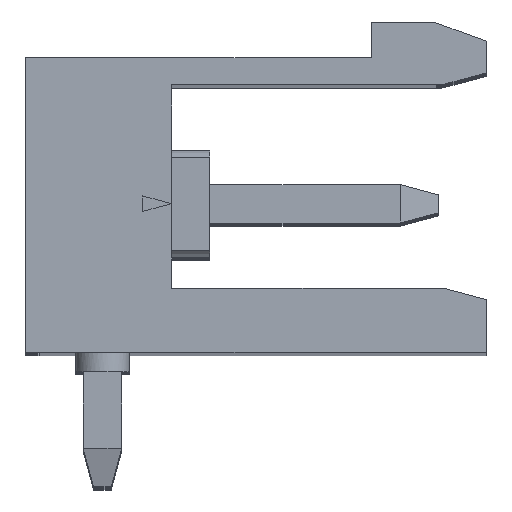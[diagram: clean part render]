
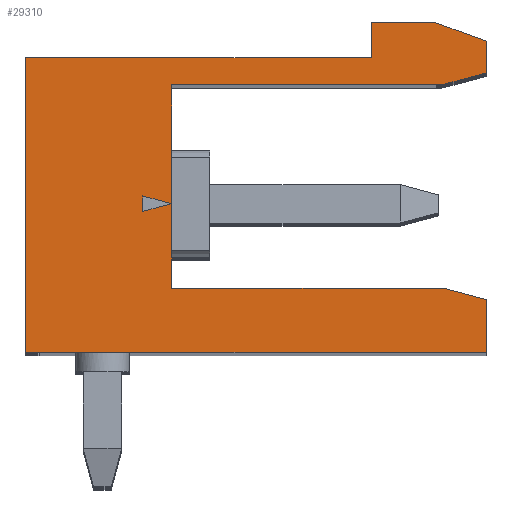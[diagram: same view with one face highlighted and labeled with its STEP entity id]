
A CAD part, top view. The second image highlights one B-rep face of the part: STEP entity #29310.
In plain terms, the highlighted planar face has unit normal (0, 0, 1).
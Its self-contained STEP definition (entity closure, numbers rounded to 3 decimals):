
#10820=CARTESIAN_POINT('',(39.677,41.844
   ,2.54));
#10830=VERTEX_POINT('',#10820);
#10980=CARTESIAN_POINT('',(39.677,41.442
   ,2.54));
#10990=VERTEX_POINT('',#10980);
#11020=CARTESIAN_POINT('',(39.677,0.
   ,2.54));
#11030=DIRECTION('',(0.,-1.,
   0.));
#11040=VECTOR('',#11030,1.);
#11050=LINE('',#11020,#11040);
#11060=EDGE_CURVE('',#10830,#10990,#11050,.T.);
#11270=CARTESIAN_POINT('',(48.627,45.048
   ,2.54));
#11280=VERTEX_POINT('',#11270);
#11450=CARTESIAN_POINT('',(47.464,44.736
   ,2.54));
#11460=VERTEX_POINT('',#11450);
#11490=CARTESIAN_POINT('',(0.,32.018
   ,2.54));
#11500=DIRECTION('',(0.966,0.259,
   0.));
#11510=VECTOR('',#11500,1.);
#11520=LINE('',#11490,#11510);
#11530=EDGE_CURVE('',#11460,#11280,#11520,.T.);
#15360=CARTESIAN_POINT('',(48.627,0.
   ,2.54));
#15370=DIRECTION('',(0.,1.,
   0.));
#15380=VECTOR('',#15370,1.);
#15390=LINE('',#15360,#15380);
#15400=CARTESIAN_POINT('',(48.627,45.873
   ,2.54));
#15410=VERTEX_POINT('',#15400);
#15420=EDGE_CURVE('',#11280,#15410,#15390,.T.);
#17300=CARTESIAN_POINT('',(40.427,41.643
   ,2.54));
#17310=VERTEX_POINT('',#17300);
#17430=CARTESIAN_POINT('',(-0.05,
   52.488,2.54));
#17440=DIRECTION('',(-0.966,0.259,
   0.));
#17450=VECTOR('',#17440,1.);
#17460=LINE('',#17430,#17450);
#17470=EDGE_CURVE('',#17310,#10830,#17460,.T.);
#21370=CARTESIAN_POINT('',(48.627,39.143
   ,2.54));
#21380=VERTEX_POINT('',#21370);
#21430=CARTESIAN_POINT('',(0.,52.172
   ,2.54));
#21440=DIRECTION('',(0.966,-0.259,
   0.));
#21450=VECTOR('',#21440,1.);
#21460=LINE('',#21430,#21450);
#21470=CARTESIAN_POINT('',(47.507,39.443
   ,2.54));
#21480=VERTEX_POINT('',#21470);
#21490=EDGE_CURVE('',#21480,#21380,#21460,.T.);
#27010=CARTESIAN_POINT('',(-0.05,
   30.797,2.54));
#27020=DIRECTION('',(0.966,0.259,
   0.));
#27030=VECTOR('',#27020,1.);
#27040=LINE('',#27010,#27030);
#27050=EDGE_CURVE('',#10990,#17310,#27040,.T.);
#28200=CARTESIAN_POINT('',(40.427,39.443
   ,2.54));
#28210=VERTEX_POINT('',#28200);
#28310=CARTESIAN_POINT('',(0.,39.443
   ,2.54));
#28320=DIRECTION('',(-1.,0.,
   0.));
#28330=VECTOR('',#28320,1.);
#28340=LINE('',#28310,#28330);
#28350=EDGE_CURVE('',#21480,#28210,#28340,.T.);
#28470=CARTESIAN_POINT('',(39.845,39.69
   ,2.54));
#28480=DIRECTION('',(0.,0.,
   1.));
#28490=DIRECTION('',(1.,0.,
   0.));
#28500=AXIS2_PLACEMENT_3D('',#28470,#28480,#28490);
#28510=PLANE('',#28500);
#28520=ORIENTED_EDGE('',*,*,#27050,.F.);
#28530=CARTESIAN_POINT('',(40.427,0.
   ,2.54));
#28540=DIRECTION('',(0.,1.,
   0.));
#28550=VECTOR('',#28540,1.);
#28560=LINE('',#28530,#28550);
#28570=EDGE_CURVE('',#28210,#17310,#28560,.T.);
#28580=ORIENTED_EDGE('',*,*,#28570,.T.);
#28590=ORIENTED_EDGE('',*,*,#28350,.T.);
#28600=ORIENTED_EDGE('',*,*,#21490,.F.);
#28610=CARTESIAN_POINT('',(48.627,0.
   ,2.54));
#28620=DIRECTION('',(0.,1.,
   0.));
#28630=VECTOR('',#28620,1.);
#28640=LINE('',#28610,#28630);
#28650=CARTESIAN_POINT('',(48.627,37.773
   ,2.54));
#28660=VERTEX_POINT('',#28650);
#28670=EDGE_CURVE('',#28660,#21380,#28640,.T.);
#28680=ORIENTED_EDGE('',*,*,#28670,.T.);
#28690=CARTESIAN_POINT('',(0.,37.773
   ,2.54));
#28700=DIRECTION('',(1.,0.,
   0.));
#28710=VECTOR('',#28700,1.);
#28720=LINE('',#28690,#28710);
#28730=CARTESIAN_POINT('',(36.627,37.773
   ,2.54));
#28740=VERTEX_POINT('',#28730);
#28750=EDGE_CURVE('',#28740,#28660,#28720,.T.);
#28760=ORIENTED_EDGE('',*,*,#28750,.T.);
#28770=CARTESIAN_POINT('',(36.627,0.
   ,2.54));
#28780=DIRECTION('',(0.,-1.,
   0.));
#28790=VECTOR('',#28780,1.);
#28800=LINE('',#28770,#28790);
#28810=CARTESIAN_POINT('',(36.627,45.443
   ,2.54));
#28820=VERTEX_POINT('',#28810);
#28830=EDGE_CURVE('',#28820,#28740,#28800,.T.);
#28840=ORIENTED_EDGE('',*,*,#28830,.T.);
#28850=CARTESIAN_POINT('',(0.,45.443
   ,2.54));
#28860=DIRECTION('',(-1.,0.,
   0.));
#28870=VECTOR('',#28860,1.);
#28880=LINE('',#28850,#28870);
#28890=CARTESIAN_POINT('',(45.627,45.443
   ,2.54));
#28900=VERTEX_POINT('',#28890);
#28910=EDGE_CURVE('',#28900,#28820,#28880,.T.);
#28920=ORIENTED_EDGE('',*,*,#28910,.T.);
#28930=CARTESIAN_POINT('',(45.627,0.
   ,2.54));
#28940=DIRECTION('',(0.,-1.,
   0.));
#28950=VECTOR('',#28940,1.);
#28960=LINE('',#28930,#28950);
#28970=CARTESIAN_POINT('',(45.627,46.373
   ,2.54));
#28980=VERTEX_POINT('',#28970);
#28990=EDGE_CURVE('',#28980,#28900,#28960,.T.);
#29000=ORIENTED_EDGE('',*,*,#28990,.T.);
#29010=CARTESIAN_POINT('',(0.,46.373
   ,2.54));
#29020=DIRECTION('',(-1.,0.,
   0.));
#29030=VECTOR('',#29020,1.);
#29040=LINE('',#29010,#29030);
#29050=CARTESIAN_POINT('',(47.253,46.373
   ,2.54));
#29060=VERTEX_POINT('',#29050);
#29070=EDGE_CURVE('',#29060,#28980,#29040,.T.);
#29080=ORIENTED_EDGE('',*,*,#29070,.T.);
#29090=CARTESIAN_POINT('',(0.,63.571
   ,2.54));
#29100=DIRECTION('',(-0.94,0.342,
   0.));
#29110=VECTOR('',#29100,1.);
#29120=LINE('',#29090,#29110);
#29130=EDGE_CURVE('',#15410,#29060,#29120,.T.);
#29140=ORIENTED_EDGE('',*,*,#29130,.T.);
#29150=ORIENTED_EDGE('',*,*,#15420,.T.);
#29160=ORIENTED_EDGE('',*,*,#11530,.T.);
#29170=CARTESIAN_POINT('',(0.,44.736
   ,2.54));
#29180=DIRECTION('',(1.,0.,
   0.));
#29190=VECTOR('',#29180,1.);
#29200=LINE('',#29170,#29190);
#29210=CARTESIAN_POINT('',(40.427,44.736
   ,2.54));
#29220=VERTEX_POINT('',#29210);
#29230=EDGE_CURVE('',#29220,#11460,#29200,.T.);
#29240=ORIENTED_EDGE('',*,*,#29230,.T.);
#29250=EDGE_CURVE('',#17310,#29220,#28560,.T.);
#29260=ORIENTED_EDGE('',*,*,#29250,.T.);
#29270=ORIENTED_EDGE('',*,*,#17470,.F.);
#29280=ORIENTED_EDGE('',*,*,#11060,.F.);
#29290=EDGE_LOOP('',(#29280,#29270,#29260,#29240,#29160,#29150,#29140,
   #29080,#29000,#28920,#28840,#28760,#28680,#28600,#28590,#28580,#28520
   ));
#29300=FACE_OUTER_BOUND('',#29290,.T.);
#29310=ADVANCED_FACE('',(#29300),#28510,.T.);
